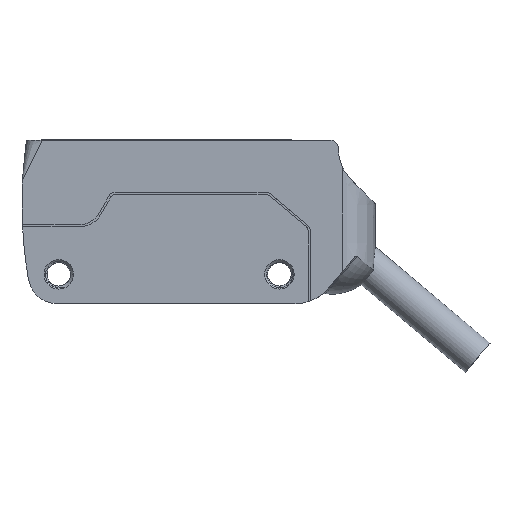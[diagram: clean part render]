
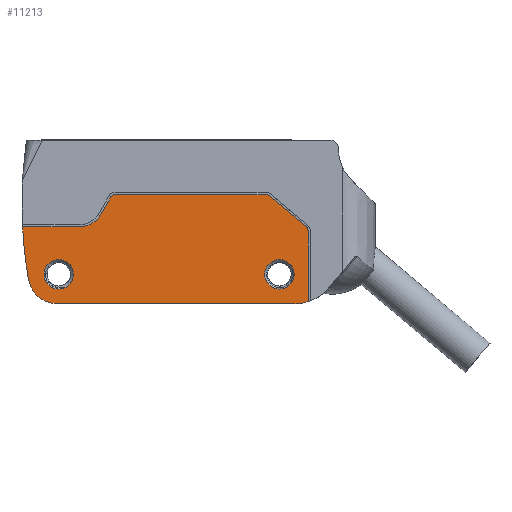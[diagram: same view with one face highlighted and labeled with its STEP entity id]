
A CAD part, left-side view. The second image highlights one B-rep face of the part: STEP entity #11213.
In plain terms, the highlighted planar face has unit normal (-1, 0, 0).
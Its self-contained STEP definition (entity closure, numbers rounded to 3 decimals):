
#582=CARTESIAN_POINT('',(-3.7,-18.548,-8.1));
#583=DIRECTION('',(1.,0.,0.));
#584=DIRECTION('',(0.,-0.301,-0.954));
#585=AXIS2_PLACEMENT_3D('',#582,#583,#584);
#587=DIRECTION('',(0.,1.,0.));
#588=VECTOR('',#587,16.135);
#589=CARTESIAN_POINT('',(-3.7,-18.548,-11.1));
#590=LINE('',#589,#588);
#591=CARTESIAN_POINT('',(-3.7,-2.413,-9.1));
#592=DIRECTION('',(1.,0.,0.));
#593=DIRECTION('',(0.,0.,-1.));
#594=AXIS2_PLACEMENT_3D('',#591,#592,#593);
#596=CARTESIAN_POINT('',(-3.7,-30.5,-4.267));
#597=DIRECTION('',(1.,0.,0.));
#598=DIRECTION('',(0.,0.986,-0.17));
#599=AXIS2_PLACEMENT_3D('',#596,#597,#598);
#601=DIRECTION('',(0.,-1.,0.));
#602=VECTOR('',#601,3.862);
#603=CARTESIAN_POINT('',(-3.7,-0.042,-5.876));
#604=LINE('',#603,#602);
#605=CARTESIAN_POINT('',(-3.7,-3.905,-4.2));
#606=DIRECTION('',(-1.,0.,0.));
#607=DIRECTION('',(0.,0.,-1.));
#608=AXIS2_PLACEMENT_3D('',#605,#606,#607);
#610=DIRECTION('',(0.,-0.5,0.866));
#611=VECTOR('',#610,1.386);
#612=CARTESIAN_POINT('',(-3.7,-5.356,-5.038));
#613=LINE('',#612,#611);
#614=CARTESIAN_POINT('',(-3.7,-6.33,-4.));
#615=DIRECTION('',(1.,0.,0.));
#616=DIRECTION('',(0.,0.866,0.5));
#617=AXIS2_PLACEMENT_3D('',#614,#615,#616);
#619=DIRECTION('',(0.,-1.,0.));
#620=VECTOR('',#619,10.259);
#621=CARTESIAN_POINT('',(-3.7,-6.33,-3.676));
#622=LINE('',#621,#620);
#623=CARTESIAN_POINT('',(-3.7,-16.588,-4.));
#624=DIRECTION('',(1.,0.,0.));
#625=DIRECTION('',(0.,0.,1.));
#626=AXIS2_PLACEMENT_3D('',#623,#624,#625);
#628=DIRECTION('',(0.,-0.766,-0.643));
#629=VECTOR('',#628,3.299);
#630=CARTESIAN_POINT('',(-3.7,-16.796,-3.752));
#631=LINE('',#630,#629);
#632=CARTESIAN_POINT('',(-3.7,-19.324,-5.873));
#633=CARTESIAN_POINT('',(-3.7,-19.343,-5.889));
#634=CARTESIAN_POINT('',(-3.7,-19.379,-5.926));
#635=CARTESIAN_POINT('',(-3.7,-19.419,-5.993));
#636=CARTESIAN_POINT('',(-3.7,-19.444,-6.067));
#637=CARTESIAN_POINT('',(-3.7,-19.45,-6.118));
#638=CARTESIAN_POINT('',(-3.7,-19.45,-6.144));
#640=CARTESIAN_POINT('',(-3.7,-17.5,-9.1));
#641=DIRECTION('',(-1.,0.,0.));
#642=DIRECTION('',(0.,0.,1.));
#643=AXIS2_PLACEMENT_3D('',#640,#641,#642);
#645=CARTESIAN_POINT('',(-3.7,-17.5,-9.1));
#646=DIRECTION('',(-1.,0.,0.));
#647=DIRECTION('',(0.,0.,-1.));
#648=AXIS2_PLACEMENT_3D('',#645,#646,#647);
#650=CARTESIAN_POINT('',(-3.7,-2.5,-9.1));
#651=DIRECTION('',(-1.,0.,0.));
#652=DIRECTION('',(0.,0.,1.));
#653=AXIS2_PLACEMENT_3D('',#650,#651,#652);
#655=CARTESIAN_POINT('',(-3.7,-2.5,-9.1));
#656=DIRECTION('',(-1.,0.,0.));
#657=DIRECTION('',(0.,0.,-1.));
#658=AXIS2_PLACEMENT_3D('',#655,#656,#657);
#660=DIRECTION('',(0.,0.,1.));
#661=VECTOR('',#660,4.817);
#662=CARTESIAN_POINT('',(-3.7,-19.45,-10.961));
#663=LINE('',#662,#661);
#10052=CARTESIAN_POINT('',(-3.7,-17.5,-10.1));
#10053=VERTEX_POINT('',#10052);
#10054=CARTESIAN_POINT('',(-3.7,-17.5,-8.1));
#10055=VERTEX_POINT('',#10054);
#10056=CARTESIAN_POINT('',(-3.7,-19.45,-10.961));
#10057=CARTESIAN_POINT('',(-3.7,-19.45,-6.144));
#10058=VERTEX_POINT('',#10056);
#10059=VERTEX_POINT('',#10057);
#10060=CARTESIAN_POINT('',(-3.7,-18.548,-11.1));
#10061=VERTEX_POINT('',#10060);
#10062=CARTESIAN_POINT('',(-3.7,-2.413,-11.1));
#10063=VERTEX_POINT('',#10062);
#10064=CARTESIAN_POINT('',(-3.7,-0.442,-9.439));
#10065=VERTEX_POINT('',#10064);
#10066=CARTESIAN_POINT('',(-3.7,-0.042,-5.876));
#10067=VERTEX_POINT('',#10066);
#10068=CARTESIAN_POINT('',(-3.7,-3.905,-5.876));
#10069=VERTEX_POINT('',#10068);
#10070=CARTESIAN_POINT('',(-3.7,-5.356,-5.038));
#10071=VERTEX_POINT('',#10070);
#10072=CARTESIAN_POINT('',(-3.7,-6.049,-3.838));
#10073=VERTEX_POINT('',#10072);
#10074=CARTESIAN_POINT('',(-3.7,-6.33,-3.676));
#10075=VERTEX_POINT('',#10074);
#10076=CARTESIAN_POINT('',(-3.7,-16.588,-3.676));
#10077=VERTEX_POINT('',#10076);
#10078=CARTESIAN_POINT('',(-3.7,-16.796,-3.752));
#10079=VERTEX_POINT('',#10078);
#10080=CARTESIAN_POINT('',(-3.7,-19.324,-5.873));
#10081=VERTEX_POINT('',#10080);
#10082=CARTESIAN_POINT('',(-3.7,-2.5,-8.1));
#10083=CARTESIAN_POINT('',(-3.7,-2.5,-10.1));
#10084=VERTEX_POINT('',#10082);
#10085=VERTEX_POINT('',#10083);
#11171=CARTESIAN_POINT('',(-3.7,0.,0.));
#11172=DIRECTION('',(1.,0.,0.));
#11173=DIRECTION('',(0.,0.,-1.));
#11174=AXIS2_PLACEMENT_3D('',#11171,#11172,#11173);
#11175=PLANE('',#11174);
#11177=ORIENTED_EDGE('',*,*,#11176,.F.);
#11178=ORIENTED_EDGE('',*,*,#10584,.T.);
#11180=ORIENTED_EDGE('',*,*,#11179,.T.);
#11181=ORIENTED_EDGE('',*,*,#11157,.T.);
#11182=ORIENTED_EDGE('',*,*,#10445,.T.);
#11184=ORIENTED_EDGE('',*,*,#11183,.T.);
#11186=ORIENTED_EDGE('',*,*,#11185,.T.);
#11188=ORIENTED_EDGE('',*,*,#11187,.T.);
#11190=ORIENTED_EDGE('',*,*,#11189,.T.);
#11192=ORIENTED_EDGE('',*,*,#11191,.T.);
#11194=ORIENTED_EDGE('',*,*,#11193,.T.);
#11196=ORIENTED_EDGE('',*,*,#11195,.T.);
#11198=ORIENTED_EDGE('',*,*,#11197,.T.);
#11199=EDGE_LOOP('',(#11177,#11178,#11180,#11181,#11182,#11184,#11186,#11188,
#11190,#11192,#11194,#11196,#11198));
#11200=FACE_OUTER_BOUND('',#11199,.F.);
#11202=ORIENTED_EDGE('',*,*,#11201,.T.);
#11204=ORIENTED_EDGE('',*,*,#11203,.T.);
#11205=EDGE_LOOP('',(#11202,#11204));
#11206=FACE_BOUND('',#11205,.F.);
#11208=ORIENTED_EDGE('',*,*,#11207,.T.);
#11210=ORIENTED_EDGE('',*,*,#11209,.T.);
#11211=EDGE_LOOP('',(#11208,#11210));
#11212=FACE_BOUND('',#11211,.F.);
#11213=ADVANCED_FACE('',(#11200,#11206,#11212),#11175,.F.);
#586=CIRCLE('',#585,3.);
#595=CIRCLE('',#594,2.);
#600=CIRCLE('',#599,30.5);
#609=CIRCLE('',#608,1.676);
#618=CIRCLE('',#617,0.324);
#627=CIRCLE('',#626,0.324);
#639=B_SPLINE_CURVE_WITH_KNOTS('',3,(#632,#633,#634,#635,#636,#637,#638),
.UNSPECIFIED.,.F.,.F.,(4,1,1,1,4),(0.,0.25,0.5,
0.75,1.),.UNSPECIFIED.);
#644=CIRCLE('',#643,1.);
#649=CIRCLE('',#648,1.);
#654=CIRCLE('',#653,1.);
#659=CIRCLE('',#658,1.);
#10445=EDGE_CURVE('',#10065,#10067,#600,.T.);
#10584=EDGE_CURVE('',#10058,#10061,#586,.T.);
#11157=EDGE_CURVE('',#10063,#10065,#595,.T.);
#11176=EDGE_CURVE('',#10058,#10059,#663,.T.);
#11179=EDGE_CURVE('',#10061,#10063,#590,.T.);
#11183=EDGE_CURVE('',#10067,#10069,#604,.T.);
#11185=EDGE_CURVE('',#10069,#10071,#609,.T.);
#11187=EDGE_CURVE('',#10071,#10073,#613,.T.);
#11189=EDGE_CURVE('',#10073,#10075,#618,.T.);
#11191=EDGE_CURVE('',#10075,#10077,#622,.T.);
#11193=EDGE_CURVE('',#10077,#10079,#627,.T.);
#11195=EDGE_CURVE('',#10079,#10081,#631,.T.);
#11197=EDGE_CURVE('',#10081,#10059,#639,.T.);
#11201=EDGE_CURVE('',#10055,#10053,#644,.T.);
#11203=EDGE_CURVE('',#10053,#10055,#649,.T.);
#11207=EDGE_CURVE('',#10084,#10085,#654,.T.);
#11209=EDGE_CURVE('',#10085,#10084,#659,.T.);
